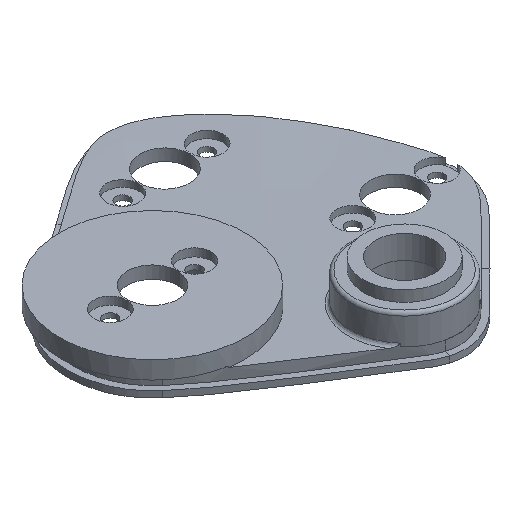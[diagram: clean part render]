
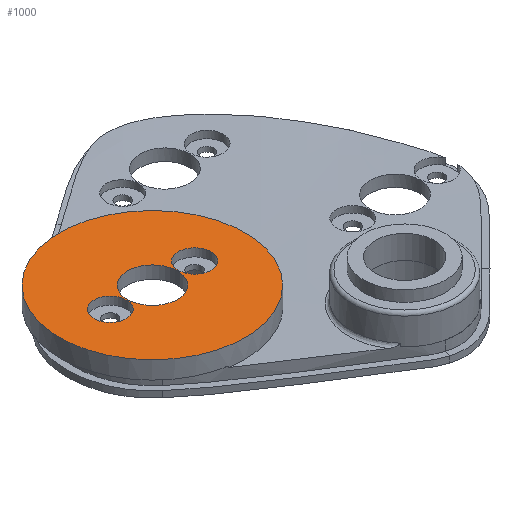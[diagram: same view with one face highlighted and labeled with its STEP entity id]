
A CAD part, top view. The second image highlights one B-rep face of the part: STEP entity #1000.
In plain terms, the highlighted planar face has unit normal (0, 0.819, 0.574).
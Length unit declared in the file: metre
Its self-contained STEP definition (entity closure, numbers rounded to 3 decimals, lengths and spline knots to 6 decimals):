
#23=PLANE('',#1092);
#43=CIRCLE('',#1059,0.01475);
#52=CIRCLE('',#1081,0.004);
#58=CIRCLE('',#1093,0.0026);
#59=CIRCLE('',#1094,0.0026);
#288=ORIENTED_EDGE('',*,*,#523,.F.);
#289=ORIENTED_EDGE('',*,*,#524,.F.);
#290=ORIENTED_EDGE('',*,*,#498,.F.);
#291=ORIENTED_EDGE('',*,*,#445,.T.);
#445=EDGE_CURVE('',#577,#577,#43,.T.);
#498=EDGE_CURVE('',#619,#619,#52,.T.);
#523=EDGE_CURVE('',#643,#643,#58,.T.);
#524=EDGE_CURVE('',#644,#644,#59,.T.);
#577=VERTEX_POINT('',#1536);
#619=VERTEX_POINT('',#4631);
#643=VERTEX_POINT('',#4870);
#644=VERTEX_POINT('',#4872);
#764=EDGE_LOOP('',(#288));
#765=EDGE_LOOP('',(#289));
#766=EDGE_LOOP('',(#290));
#767=EDGE_LOOP('',(#291));
#883=FACE_BOUND('',#764,.T.);
#884=FACE_BOUND('',#765,.T.);
#885=FACE_BOUND('',#766,.T.);
#886=FACE_BOUND('',#767,.T.);
#1000=ADVANCED_FACE('',(#883,#884,#885,#886),#23,.T.);
#1059=AXIS2_PLACEMENT_3D('',#1535,#1151,#1152);
#1081=AXIS2_PLACEMENT_3D('',#4630,#1203,#1204);
#1092=AXIS2_PLACEMENT_3D('',#4868,#1234,#1235);
#1093=AXIS2_PLACEMENT_3D('',#4869,#1236,#1237);
#1094=AXIS2_PLACEMENT_3D('',#4871,#1238,#1239);
#1151=DIRECTION('',(0.,0.819,0.574));
#1152=DIRECTION('',(0.,-0.574,0.819));
#1203=DIRECTION('',(0.,0.819,0.574));
#1204=DIRECTION('',(0.,-0.574,0.819));
#1234=DIRECTION('',(0.,0.819,0.574));
#1235=DIRECTION('',(0.,-0.574,0.819));
#1236=DIRECTION('',(0.,0.819,0.574));
#1237=DIRECTION('',(0.,-0.574,0.819));
#1238=DIRECTION('',(0.,0.819,0.574));
#1239=DIRECTION('',(0.,-0.574,0.819));
#1535=CARTESIAN_POINT('',(-0.00698,-0.026971,0.16315));
#1536=CARTESIAN_POINT('',(-0.00698,-0.035435,0.175229));
#4630=CARTESIAN_POINT('',(-0.00698,-0.026971,0.16315));
#4631=CARTESIAN_POINT('',(-0.00698,-0.029266,0.166425));
#4868=CARTESIAN_POINT('',(-0.00698,-0.026971,0.16315));
#4869=CARTESIAN_POINT('',(-0.011753,-0.029709,0.167059));
#4870=CARTESIAN_POINT('',(-0.011753,-0.031201,0.169188));
#4871=CARTESIAN_POINT('',(-0.002207,-0.024233,0.15924));
#4872=CARTESIAN_POINT('',(-0.002207,-0.025725,0.16137));
